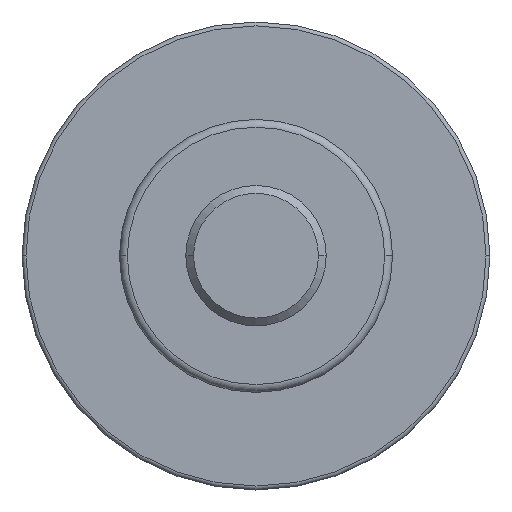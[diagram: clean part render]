
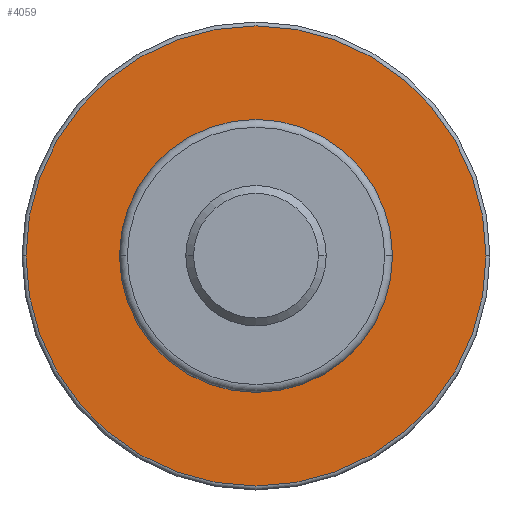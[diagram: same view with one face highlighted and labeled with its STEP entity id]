
A CAD part, top view. The second image highlights one B-rep face of the part: STEP entity #4059.
In plain terms, the highlighted face is planar.
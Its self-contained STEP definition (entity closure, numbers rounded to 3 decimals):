
#127 = DIRECTION ( 'NONE',  ( 0., 0., 1. ) ) ;
#309 = AXIS2_PLACEMENT_3D ( 'NONE', #17596, #10109, #19249 ) ;
#817 = CARTESIAN_POINT ( 'NONE',  ( 0., 0., 0. ) ) ;
#950 = DIRECTION ( 'NONE',  ( 0., 0., -1. ) ) ;
#1006 = EDGE_LOOP ( 'NONE', ( #7563, #12916 ) ) ;
#1533 = PLANE ( 'NONE',  #13106 ) ;
#1952 = DIRECTION ( 'NONE',  ( 1., 0., 0. ) ) ;
#2083 = EDGE_CURVE ( 'NONE', #5912, #6906, #18288, .T. ) ;
#2627 = AXIS2_PLACEMENT_3D ( 'NONE', #10878, #9445, #1952 ) ;
#2997 = EDGE_LOOP ( 'NONE', ( #17180, #6354 ) ) ;
#3641 = VERTEX_POINT ( 'NONE', #19490 ) ;
#4059 = ADVANCED_FACE ( 'NONE', ( #19468, #13061 ), #1533, .F. ) ;
#4248 = CARTESIAN_POINT ( 'NONE',  ( 0., 0., 0. ) ) ;
#5377 = CARTESIAN_POINT ( 'NONE',  ( 29.5, 0., 0. ) ) ;
#5912 = VERTEX_POINT ( 'NONE', #5377 ) ;
#6139 = CARTESIAN_POINT ( 'NONE',  ( -29.5, 0., 0. ) ) ;
#6354 = ORIENTED_EDGE ( 'NONE', *, *, #18879, .T. ) ;
#6617 = EDGE_CURVE ( 'NONE', #3641, #13203, #16571, .T. ) ;
#6906 = VERTEX_POINT ( 'NONE', #6139 ) ;
#7225 = DIRECTION ( 'NONE',  ( 0., 0., -1. ) ) ;
#7563 = ORIENTED_EDGE ( 'NONE', *, *, #6617, .T. ) ;
#7735 = CARTESIAN_POINT ( 'NONE',  ( -12.5, 0., 0. ) ) ;
#8708 = CARTESIAN_POINT ( 'NONE',  ( 0., 0., 0. ) ) ;
#8769 = DIRECTION ( 'NONE',  ( 1., 0., 0. ) ) ;
#9445 = DIRECTION ( 'NONE',  ( 0., 0., 1. ) ) ;
#9938 = AXIS2_PLACEMENT_3D ( 'NONE', #817, #950, #11419 ) ;
#10109 = DIRECTION ( 'NONE',  ( 0., 0., 1. ) ) ;
#10566 = CIRCLE ( 'NONE', #13389, 29.5 ) ;
#10715 = DIRECTION ( 'NONE',  ( 1., 0., 0. ) ) ;
#10878 = CARTESIAN_POINT ( 'NONE',  ( 0., 0., 0. ) ) ;
#11419 = DIRECTION ( 'NONE',  ( 1., 0., 0. ) ) ;
#12916 = ORIENTED_EDGE ( 'NONE', *, *, #19598, .T. ) ;
#13061 = FACE_BOUND ( 'NONE', #1006, .T. ) ;
#13106 = AXIS2_PLACEMENT_3D ( 'NONE', #8708, #127, #10715 ) ;
#13203 = VERTEX_POINT ( 'NONE', #7735 ) ;
#13389 = AXIS2_PLACEMENT_3D ( 'NONE', #4248, #7225, #8769 ) ;
#16420 = CIRCLE ( 'NONE', #2627, 12.5 ) ;
#16571 = CIRCLE ( 'NONE', #309, 12.5 ) ;
#17180 = ORIENTED_EDGE ( 'NONE', *, *, #2083, .T. ) ;
#17596 = CARTESIAN_POINT ( 'NONE',  ( 0., 0., 0. ) ) ;
#18288 = CIRCLE ( 'NONE', #9938, 29.5 ) ;
#18879 = EDGE_CURVE ( 'NONE', #6906, #5912, #10566, .T. ) ;
#19249 = DIRECTION ( 'NONE',  ( 1., 0., 0. ) ) ;
#19468 = FACE_OUTER_BOUND ( 'NONE', #2997, .T. ) ;
#19490 = CARTESIAN_POINT ( 'NONE',  ( 12.5, 0., 0. ) ) ;
#19598 = EDGE_CURVE ( 'NONE', #13203, #3641, #16420, .T. ) ;
